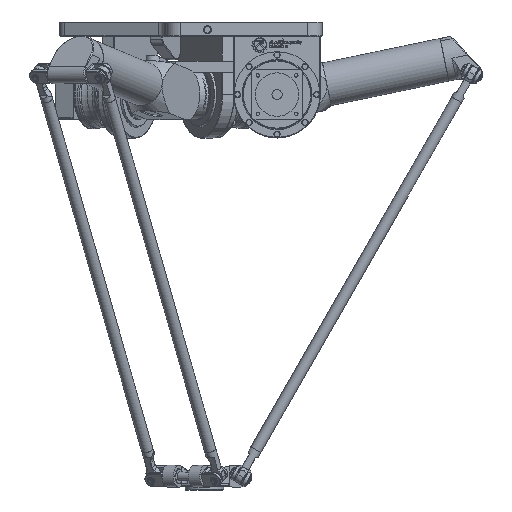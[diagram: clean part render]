
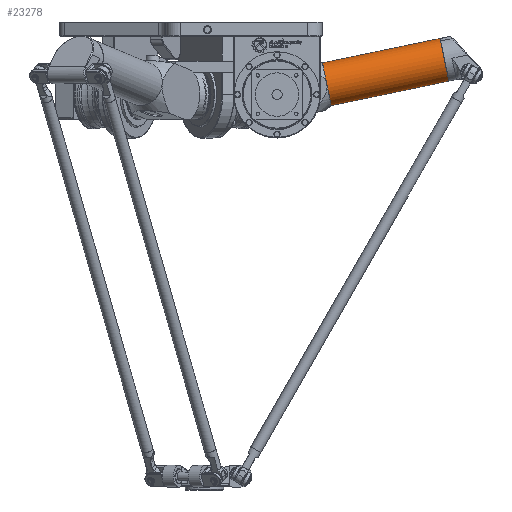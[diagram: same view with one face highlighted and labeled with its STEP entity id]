
A CAD part, front view. The second image highlights one B-rep face of the part: STEP entity #23278.
In plain terms, the highlighted cylindrical face has radius 30 mm (diameter 60 mm), a full revolution.
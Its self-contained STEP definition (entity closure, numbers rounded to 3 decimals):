
#691=FACE_BOUND('',#5590,.T.);
#2056=CIRCLE('',#25589,30.);
#2057=CIRCLE('',#25591,30.);
#2686=CYLINDRICAL_SURFACE('',#25615,30.);
#3832=FACE_OUTER_BOUND('',#5589,.T.);
#5589=EDGE_LOOP('',(#19773));
#5590=EDGE_LOOP('',(#19774));
#11432=VERTEX_POINT('',#44755);
#11433=VERTEX_POINT('',#44758);
#14294=EDGE_CURVE('',#11432,#11432,#2056,.T.);
#14295=EDGE_CURVE('',#11433,#11433,#2057,.T.);
#19773=ORIENTED_EDGE('',*,*,#14294,.T.);
#19774=ORIENTED_EDGE('',*,*,#14295,.T.);
#23278=ADVANCED_FACE('',(#3832,#691),#2686,.T.);
#25589=AXIS2_PLACEMENT_3D('',#44756,#31307,#31308);
#25591=AXIS2_PLACEMENT_3D('',#44759,#31311,#31312);
#25615=AXIS2_PLACEMENT_3D('',#45509,#31379,#31380);
#31307=DIRECTION('center_axis',(0.,0.,1.));
#31308=DIRECTION('ref_axis',(-1.,0.,0.));
#31311=DIRECTION('center_axis',(0.,0.,-1.));
#31312=DIRECTION('ref_axis',(-1.,0.,0.));
#31379=DIRECTION('center_axis',(0.,0.,1.));
#31380=DIRECTION('ref_axis',(-1.,0.,0.));
#44755=CARTESIAN_POINT('',(0.,-30.,-2.4));
#44756=CARTESIAN_POINT('Origin',(0.,0.,-2.4));
#44758=CARTESIAN_POINT('',(0.,-30.,163.145));
#44759=CARTESIAN_POINT('Origin',(0.,0.,163.145));
#45509=CARTESIAN_POINT('Origin',(0.,0.,0.));
